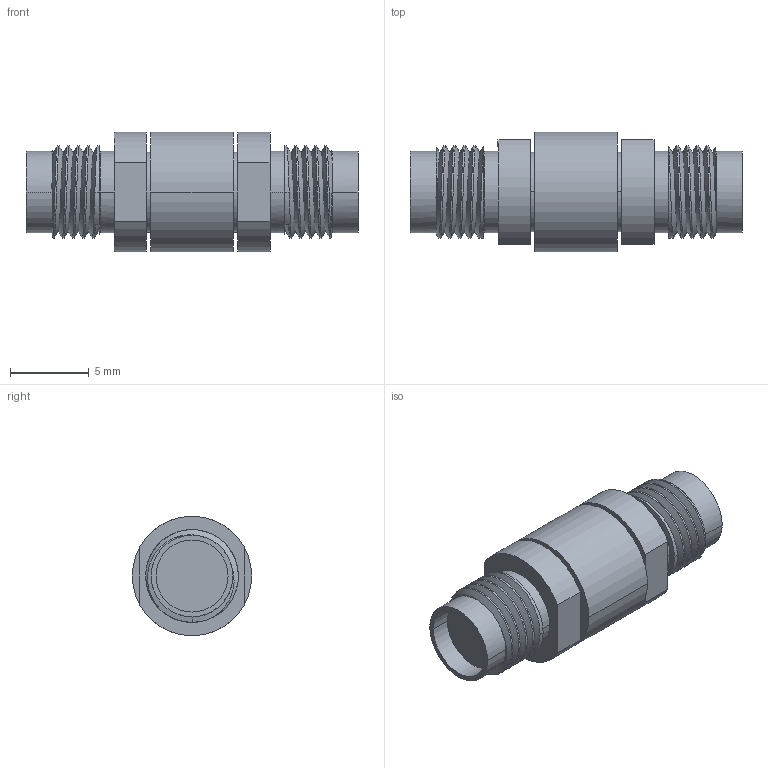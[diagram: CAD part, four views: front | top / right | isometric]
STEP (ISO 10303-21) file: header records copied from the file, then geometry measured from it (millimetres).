
FILE_DESCRIPTION (( 'STEP AP203' ), '1' );
FILE_NAME ('CT-VFVF-LN1.STEP', '2019-04-23T22:57:01', ( '' ), ( '' ), 'SwSTEP 2.0', 'SolidWorks 2016', '' );
FILE_SCHEMA (( 'CONFIG_CONTROL_DESIGN' ));
Length unit declared in the file: inch
Products named in the file (1): CT-VFVF-LN1
Bounding box: 21.08 x 7.58 x 7.58 mm (x, y, z)
Volume: 634.3 mm3; surface area: 730.9 mm2
Topology: 1 solids, 1 shells, 78 faces, 200 edges, 132 vertices
Faces by surface type: cylinder 42, plane 20, cone 12, bspline 4
Entity records: 3413 total; most frequent: CARTESIAN_POINT 1541, ORIENTED_EDGE 400, DIRECTION 360, EDGE_CURVE 200, AXIS2_PLACEMENT_3D 145, VERTEX_POINT 132, EDGE_LOOP 86, FACE_OUTER_BOUND 78
